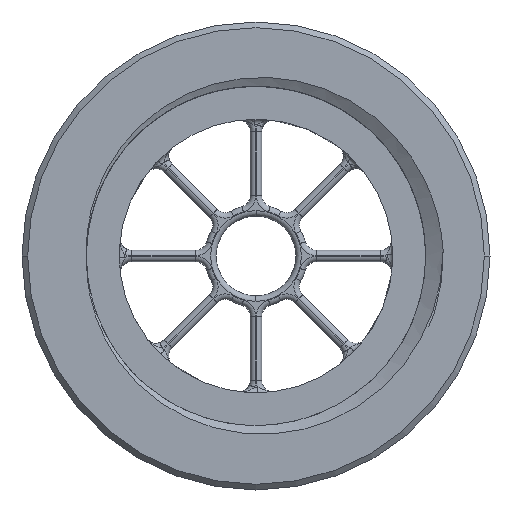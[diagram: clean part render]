
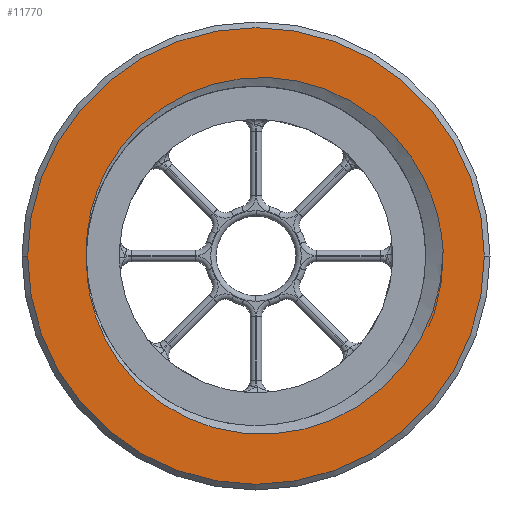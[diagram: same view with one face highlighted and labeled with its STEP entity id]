
A CAD part, left-side view. The second image highlights one B-rep face of the part: STEP entity #11770.
In plain terms, the highlighted planar face has unit normal (-1, 0, 0).
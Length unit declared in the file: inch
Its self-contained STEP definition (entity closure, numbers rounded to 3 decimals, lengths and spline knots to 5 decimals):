
#2095=CARTESIAN_POINT('',(0.,0.929,0.));
#2096=CARTESIAN_POINT('',(0.,0.93005,0.03146));
#2097=CARTESIAN_POINT('',(0.,0.92895,0.09424));
#2098=CARTESIAN_POINT('',(0.,0.9177,0.18859));
#2099=CARTESIAN_POINT('',(0.,0.89688,0.28134));
#2100=CARTESIAN_POINT('',(0.,0.86723,0.37037));
#2101=CARTESIAN_POINT('',(0.,0.8287,0.45667));
#2102=CARTESIAN_POINT('',(0.,0.77871,0.54367));
#2103=CARTESIAN_POINT('',(0.,0.714,0.63235));
#2104=CARTESIAN_POINT('',(0.,0.6285,0.72365));
#2105=CARTESIAN_POINT('',(0.,0.52115,0.81014));
#2106=CARTESIAN_POINT('',(0.,0.39871,0.88198));
#2107=CARTESIAN_POINT('',(0.,0.26501,0.93577));
#2108=CARTESIAN_POINT('',(0.,0.12409,0.96922));
#2109=CARTESIAN_POINT('',(0.,-0.01978,0.9815));
#2110=CARTESIAN_POINT('',(0.,-0.16543,0.97232));
#2111=CARTESIAN_POINT('',(0.,-0.30773,0.94184));
#2112=CARTESIAN_POINT('',(0.,-0.44518,0.89036));
#2113=CARTESIAN_POINT('',(0.,-0.57398,0.81885));
#2114=CARTESIAN_POINT('',(0.,-0.69041,0.72956));
#2115=CARTESIAN_POINT('',(0.,-0.79098,0.62583));
#2116=CARTESIAN_POINT('',(0.,-0.87045,0.51649));
#2117=CARTESIAN_POINT('',(0.,-0.9282,0.4112));
#2118=CARTESIAN_POINT('',(0.,-0.96907,0.31212));
#2119=CARTESIAN_POINT('',(0.,-0.99752,0.21719));
#2120=CARTESIAN_POINT('',(0.,-1.0162,0.12385));
#2121=CARTESIAN_POINT('',(0.,-1.02288,0.06052));
#2122=CARTESIAN_POINT('',(0.,-1.02473,0.02875));
#2124=CARTESIAN_POINT('',(0.,0.,0.));
#2125=DIRECTION('',(1.,0.,0.));
#2126=DIRECTION('',(0.,0.998,-0.056));
#2127=AXIS2_PLACEMENT_3D('',#2124,#2125,#2126);
#2129=CARTESIAN_POINT('',(0.,-1.02473,0.02875));
#2130=CARTESIAN_POINT('',(0.,-1.02462,-0.02157));
#2131=CARTESIAN_POINT('',(0.,-1.01709,-0.12068));
#2132=CARTESIAN_POINT('',(0.,-0.98439,-0.26609));
#2133=CARTESIAN_POINT('',(0.,-0.93124,-0.40438));
#2134=CARTESIAN_POINT('',(0.,-0.85808,-0.53401));
#2135=CARTESIAN_POINT('',(0.,-0.7682,-0.6498));
#2136=CARTESIAN_POINT('',(0.,-0.66162,-0.75206));
#2137=CARTESIAN_POINT('',(0.,-0.5421,-0.83681));
#2138=CARTESIAN_POINT('',(0.,-0.41255,-0.90279));
#2139=CARTESIAN_POINT('',(0.,-0.27372,-0.94933));
#2140=CARTESIAN_POINT('',(0.,-0.13167,-0.9746));
#2141=CARTESIAN_POINT('',(0.,0.01361,-0.97884));
#2142=CARTESIAN_POINT('',(0.,0.15672,-0.96156));
#2143=CARTESIAN_POINT('',(0.,0.2934,-0.92431));
#2144=CARTESIAN_POINT('',(0.,0.42455,-0.86687));
#2145=CARTESIAN_POINT('',(0.,0.54617,-0.79044));
#2146=CARTESIAN_POINT('',(0.,0.65736,-0.69425));
#2147=CARTESIAN_POINT('',(0.,0.7487,-0.58629));
#2148=CARTESIAN_POINT('',(0.,0.81607,-0.47892));
#2149=CARTESIAN_POINT('',(0.,0.86505,-0.37312));
#2150=CARTESIAN_POINT('',(0.,0.89911,-0.26847));
#2151=CARTESIAN_POINT('',(0.,0.92068,-0.16164));
#2152=CARTESIAN_POINT('',(0.,0.9267,-0.08886));
#2153=CARTESIAN_POINT('',(0.,0.92754,-0.05209));
#2155=CARTESIAN_POINT('',(0.,0.,0.));
#2156=DIRECTION('',(-1.,0.,0.));
#2157=DIRECTION('',(0.,1.,0.));
#2158=AXIS2_PLACEMENT_3D('',#2155,#2156,#2157);
#2160=CARTESIAN_POINT('',(0.,0.,0.));
#2161=DIRECTION('',(-1.,0.,0.));
#2162=DIRECTION('',(0.,-1.,0.));
#2163=AXIS2_PLACEMENT_3D('',#2160,#2161,#2162);
#7848=VERTEX_POINT('',#2095);
#7849=VERTEX_POINT('',#2122);
#7850=VERTEX_POINT('',#2153);
#7870=CARTESIAN_POINT('',(0.,1.2505,0.));
#7871=CARTESIAN_POINT('',(0.,-1.2505,0.));
#7872=VERTEX_POINT('',#7870);
#7873=VERTEX_POINT('',#7871);
#11753=CARTESIAN_POINT('',(0.,0.,0.));
#11754=DIRECTION('',(1.,0.,0.));
#11755=DIRECTION('',(0.,-1.,0.));
#11756=AXIS2_PLACEMENT_3D('',#11753,#11754,#11755);
#11757=PLANE('',#11756);
#11759=ORIENTED_EDGE('',*,*,#11758,.F.);
#11761=ORIENTED_EDGE('',*,*,#11760,.F.);
#11762=EDGE_LOOP('',(#11759,#11761));
#11763=FACE_OUTER_BOUND('',#11762,.F.);
#11765=ORIENTED_EDGE('',*,*,#11764,.F.);
#11766=ORIENTED_EDGE('',*,*,#11541,.F.);
#11767=ORIENTED_EDGE('',*,*,#11740,.F.);
#11768=EDGE_LOOP('',(#11765,#11766,#11767));
#11769=FACE_BOUND('',#11768,.F.);
#2123=B_SPLINE_CURVE_WITH_KNOTS('',3,(#2095,#2096,#2097,#2098,#2099,#2100,#2101,
#2102,#2103,#2104,#2105,#2106,#2107,#2108,#2109,#2110,#2111,#2112,#2113,#2114,
#2115,#2116,#2117,#2118,#2119,#2120,#2121,#2122),.UNSPECIFIED.,.F.,.F.,(4,1,1,1,
1,1,1,1,1,1,1,1,1,1,1,1,1,1,1,1,1,1,1,1,1,4),(0.,0.04,0.08,0.12,0.16,
0.2,0.24,0.28,0.32,0.36,0.4,0.44,0.48,0.52,0.56,0.6,
0.64,0.68,0.72,0.76,0.8,0.84,0.88,0.92,0.96,1.),
.UNSPECIFIED.);
#2128=CIRCLE('',#2127,0.929);
#2154=B_SPLINE_CURVE_WITH_KNOTS('',3,(#2129,#2130,#2131,#2132,#2133,#2134,#2135,
#2136,#2137,#2138,#2139,#2140,#2141,#2142,#2143,#2144,#2145,#2146,#2147,#2148,
#2149,#2150,#2151,#2152,#2153),.UNSPECIFIED.,.F.,.F.,(4,1,1,1,1,1,1,1,1,1,1,1,1,
1,1,1,1,1,1,1,1,1,4),(0.,0.04545,0.09091,
0.13636,0.18182,0.22727,0.27273,
0.31818,0.36364,0.40909,0.45455,0.5,
0.54545,0.59091,0.63636,0.68182,
0.72727,0.77273,0.81818,0.86364,
0.90909,0.95455,1.),.UNSPECIFIED.);
#2159=CIRCLE('',#2158,1.2505);
#2164=CIRCLE('',#2163,1.2505);
#11541=EDGE_CURVE('',#7850,#7848,#2128,.T.);
#11740=EDGE_CURVE('',#7849,#7850,#2154,.T.);
#11758=EDGE_CURVE('',#7872,#7873,#2159,.T.);
#11760=EDGE_CURVE('',#7873,#7872,#2164,.T.);
#11764=EDGE_CURVE('',#7848,#7849,#2123,.T.);
#11770=ADVANCED_FACE('',(#11763,#11769),#11757,.F.);
